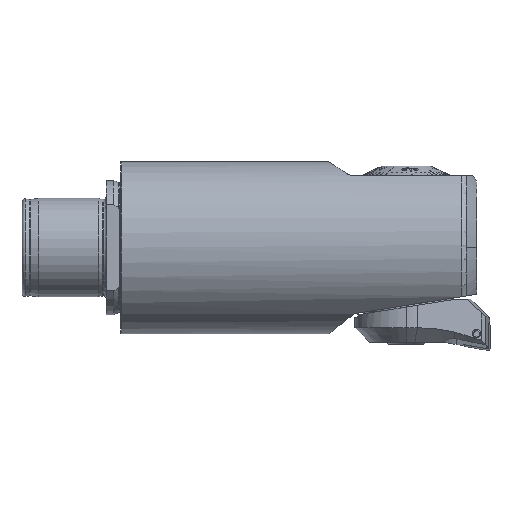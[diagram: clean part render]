
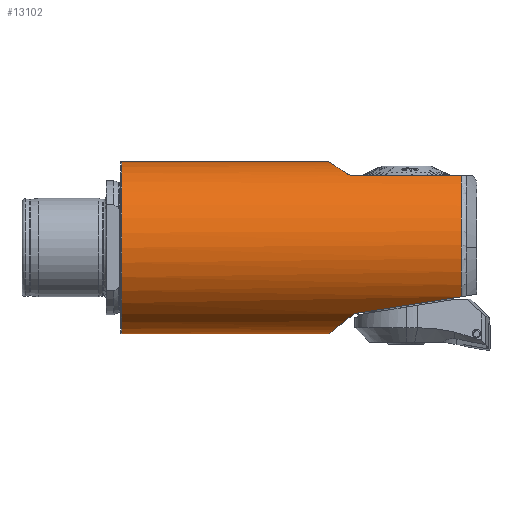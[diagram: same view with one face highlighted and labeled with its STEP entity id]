
A CAD part, front view. The second image highlights one B-rep face of the part: STEP entity #13102.
In plain terms, the highlighted cylindrical face has radius 21 mm (diameter 42 mm), a partial arc.
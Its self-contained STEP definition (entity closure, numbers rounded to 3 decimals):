
#7 = CARTESIAN_POINT ( 'NONE',  ( 75.065, -3.918, 20.639 ) ) ;
#212 = DIRECTION ( 'NONE',  ( -1., 0., 0. ) ) ;
#317 = DIRECTION ( 'NONE',  ( 1., 0., 0. ) ) ;
#392 = AXIS2_PLACEMENT_3D ( 'NONE', #15452, #22523, #6208 ) ;
#701 = VERTEX_POINT ( 'NONE', #1745 ) ;
#731 = CIRCLE ( 'NONE', #9842, 21. ) ;
#791 = CARTESIAN_POINT ( 'NONE',  ( 80.965, -13.527, -16.063 ) ) ;
#892 = CARTESIAN_POINT ( 'NONE',  ( 75.037, -3.373, -20.738 ) ) ;
#1302 = DIRECTION ( 'NONE',  ( -1., 0., 0. ) ) ;
#1327 = ORIENTED_EDGE ( 'NONE', *, *, #23361, .F. ) ;
#1670 = LINE ( 'NONE', #19891, #8546 ) ;
#1744 = VERTEX_POINT ( 'NONE', #26399 ) ;
#1745 = CARTESIAN_POINT ( 'NONE',  ( 80.965, -13.527, -16.063 ) ) ;
#1830 = CARTESIAN_POINT ( 'NONE',  ( 106.997, -17.275, -11.94 ) ) ;
#2222 = FACE_OUTER_BOUND ( 'NONE', #18782, .T. ) ;
#2303 = CARTESIAN_POINT ( 'NONE',  ( 75.635, -5.496, 20.275 ) ) ;
#2700 = ORIENTED_EDGE ( 'NONE', *, *, #10050, .F. ) ;
#2936 = B_SPLINE_CURVE_WITH_KNOTS ( 'NONE', 3,
 ( #791, #19453, #7782, #24136, #10104, #26464, #12437, #28804, #14808, #892, #17161, #3202, #19550, #5564, #21891, #7893 ),
 .UNSPECIFIED., .F., .F.,
 ( 4, 2, 2, 2, 2, 2, 2, 4 ),
 ( 0.017, 0.021, 0.025, 0.027, 0.029, 0.032, 0.033, 0.034 ),
 .UNSPECIFIED. ) ;
#3202 = CARTESIAN_POINT ( 'NONE',  ( 74.793, -1.701, -20.934 ) ) ;
#3227 = LINE ( 'NONE', #25799, #20411 ) ;
#3818 = EDGE_CURVE ( 'NONE', #21997, #24643, #3227, .T. ) ;
#3843 = CARTESIAN_POINT ( 'NONE',  ( 88.563, -14.956, -14.86 ) ) ;
#4558 = CARTESIAN_POINT ( 'NONE',  ( 74.5, 0., 21. ) ) ;
#4665 = CARTESIAN_POINT ( 'NONE',  ( 76.355, -6.967, 19.817 ) ) ;
#5564 = CARTESIAN_POINT ( 'NONE',  ( 74.72, -0.678, -20.992 ) ) ;
#5898 = DIRECTION ( 'NONE',  ( 1., 0., 0. ) ) ;
#6208 = DIRECTION ( 'NONE',  ( 0., 0., 1. ) ) ;
#6999 = CARTESIAN_POINT ( 'NONE',  ( 77.209, -8.348, 19.276 ) ) ;
#7782 = CARTESIAN_POINT ( 'NONE',  ( 79.283, -11.857, -17.37 ) ) ;
#7893 = CARTESIAN_POINT ( 'NONE',  ( 74.71, 0., -21. ) ) ;
#8081 = VECTOR ( 'NONE', #25206, 1000. ) ;
#8478 = ORIENTED_EDGE ( 'NONE', *, *, #14287, .F. ) ;
#8546 = VECTOR ( 'NONE', #5898, 1000. ) ;
#9199 = CARTESIAN_POINT ( 'NONE',  ( 74.509, -0.575, 20.994 ) ) ;
#9307 = CARTESIAN_POINT ( 'NONE',  ( 78.499, -10.048, 18.464 ) ) ;
#9344 = AXIS2_PLACEMENT_3D ( 'NONE', #15223, #1302, #17594 ) ;
#9792 = CARTESIAN_POINT ( 'NONE',  ( 24.3, 0., 21. ) ) ;
#9822 = CARTESIAN_POINT ( 'NONE',  ( 79.966, -11.532, 17.55 ) ) ;
#9842 = AXIS2_PLACEMENT_3D ( 'NONE', #14240, #317, #16589 ) ;
#10050 = EDGE_CURVE ( 'NONE', #26045, #23194, #731, .T. ) ;
#10104 = CARTESIAN_POINT ( 'NONE',  ( 77.11, -8.85, -19.084 ) ) ;
#10637 = VERTEX_POINT ( 'NONE', #19041 ) ;
#11181 = CARTESIAN_POINT ( 'NONE',  ( -7.756, 0., -21. ) ) ;
#11559 = CARTESIAN_POINT ( 'NONE',  ( 74.573, -1.428, 20.953 ) ) ;
#11659 = CARTESIAN_POINT ( 'NONE',  ( 79.966, -11.532, 17.55 ) ) ;
#11977 = EDGE_CURVE ( 'NONE', #1744, #10637, #13544, .T. ) ;
#12426 = B_SPLINE_CURVE_WITH_KNOTS ( 'NONE', 3,
 ( #4558, #23232, #9199, #25588, #11559, #27922, #13916, #7, #16263, #2303, #18664, #4665, #20997, #6999, #23342, #9307, #25689, #11659 ),
 .UNSPECIFIED., .F., .F.,
 ( 4, 2, 2, 2, 2, 2, 2, 2, 4 ),
 ( 0.014, 0.015, 0.016, 0.018, 0.02, 0.021, 0.023, 0.025, 0.028 ),
 .UNSPECIFIED. ) ;
#12437 = CARTESIAN_POINT ( 'NONE',  ( 76.001, -6.539, -19.966 ) ) ;
#13102 = ADVANCED_FACE ( 'NONE', ( #2222 ), #20121, .T. ) ;
#13391 = ORIENTED_EDGE ( 'NONE', *, *, #23034, .F. ) ;
#13544 = LINE ( 'NONE', #11181, #8081 ) ;
#13916 = CARTESIAN_POINT ( 'NONE',  ( 74.787, -2.825, 20.817 ) ) ;
#14240 = CARTESIAN_POINT ( 'NONE',  ( 106.997, 0., 0. ) ) ;
#14287 = EDGE_CURVE ( 'NONE', #701, #1744, #2936, .T. ) ;
#14711 = ORIENTED_EDGE ( 'NONE', *, *, #11977, .F. ) ;
#14808 = CARTESIAN_POINT ( 'NONE',  ( 75.352, -4.666, -20.486 ) ) ;
#15042 = VERTEX_POINT ( 'NONE', #9822 ) ;
#15130 = EDGE_CURVE ( 'NONE', #10637, #24643, #21191, .T. ) ;
#15223 = CARTESIAN_POINT ( 'NONE',  ( 24.3, 0., 0. ) ) ;
#15412 = ORIENTED_EDGE ( 'NONE', *, *, #3818, .T. ) ;
#15451 = CARTESIAN_POINT ( 'NONE',  ( 97.292, -16.213, -13.477 ) ) ;
#15452 = CARTESIAN_POINT ( 'NONE',  ( -7.756, 0., 0. ) ) ;
#16263 = CARTESIAN_POINT ( 'NONE',  ( 75.238, -4.459, 20.528 ) ) ;
#16589 = DIRECTION ( 'NONE',  ( 0., 1., 0. ) ) ;
#16634 = ORIENTED_EDGE ( 'NONE', *, *, #19856, .F. ) ;
#17161 = CARTESIAN_POINT ( 'NONE',  ( 74.916, -2.713, -20.835 ) ) ;
#17594 = DIRECTION ( 'NONE',  ( 0., 0., 1. ) ) ;
#18664 = CARTESIAN_POINT ( 'NONE',  ( 75.859, -5.997, 20.132 ) ) ;
#18711 =( BOUNDED_CURVE ( )  B_SPLINE_CURVE ( 3, ( #29344, #15451, #3843, #20196 ),
 .UNSPECIFIED., .F., .T. ) 
 B_SPLINE_CURVE_WITH_KNOTS ( ( 4, 4 ),
 ( 5.317, 5.583 ),
 .UNSPECIFIED. ) 
 CURVE ( )  GEOMETRIC_REPRESENTATION_ITEM ( )  RATIONAL_B_SPLINE_CURVE ( ( 1., 0.994, 0.994, 1. ) ) 
 REPRESENTATION_ITEM ( '' )  );
#18782 = EDGE_LOOP ( 'NONE', ( #14711, #8478, #16634, #2700, #13391, #1327, #15412, #29046 ) ) ;
#19041 = CARTESIAN_POINT ( 'NONE',  ( 24.3, 0., -21. ) ) ;
#19453 = CARTESIAN_POINT ( 'NONE',  ( 80.098, -12.731, -16.733 ) ) ;
#19550 = CARTESIAN_POINT ( 'NONE',  ( 74.762, -1.359, -20.959 ) ) ;
#19856 = EDGE_CURVE ( 'NONE', #23194, #701, #18711, .T. ) ;
#19891 = CARTESIAN_POINT ( 'NONE',  ( -7.756, -11.532, 17.55 ) ) ;
#20121 = CYLINDRICAL_SURFACE ( 'NONE', #392, 21. ) ;
#20196 = CARTESIAN_POINT ( 'NONE',  ( 80.965, -13.527, -16.063 ) ) ;
#20411 = VECTOR ( 'NONE', #212, 1000. ) ;
#20997 = CARTESIAN_POINT ( 'NONE',  ( 76.626, -7.437, 19.645 ) ) ;
#21191 = CIRCLE ( 'NONE', #9344, 21. ) ;
#21891 = CARTESIAN_POINT ( 'NONE',  ( 74.71, -0.339, -21. ) ) ;
#21997 = VERTEX_POINT ( 'NONE', #24849 ) ;
#22523 = DIRECTION ( 'NONE',  ( -1., 0., 0. ) ) ;
#23034 = EDGE_CURVE ( 'NONE', #15042, #26045, #1670, .T. ) ;
#23194 = VERTEX_POINT ( 'NONE', #1830 ) ;
#23232 = CARTESIAN_POINT ( 'NONE',  ( 74.5, -0.287, 21. ) ) ;
#23342 = CARTESIAN_POINT ( 'NONE',  ( 77.522, -8.788, 19.079 ) ) ;
#23361 = EDGE_CURVE ( 'NONE', #21997, #15042, #12426, .T. ) ;
#24136 = CARTESIAN_POINT ( 'NONE',  ( 77.779, -9.904, -18.553 ) ) ;
#24643 = VERTEX_POINT ( 'NONE', #9792 ) ;
#24849 = CARTESIAN_POINT ( 'NONE',  ( 74.5, 0., 21. ) ) ;
#25206 = DIRECTION ( 'NONE',  ( -1., 0., 0. ) ) ;
#25588 = CARTESIAN_POINT ( 'NONE',  ( 74.546, -1.145, 20.971 ) ) ;
#25689 = CARTESIAN_POINT ( 'NONE',  ( 79.209, -10.818, 18.019 ) ) ;
#25799 = CARTESIAN_POINT ( 'NONE',  ( -7.756, 0., 21. ) ) ;
#26045 = VERTEX_POINT ( 'NONE', #28202 ) ;
#26399 = CARTESIAN_POINT ( 'NONE',  ( 74.71, 0., -21. ) ) ;
#26464 = CARTESIAN_POINT ( 'NONE',  ( 76.259, -7.135, -19.76 ) ) ;
#27922 = CARTESIAN_POINT ( 'NONE',  ( 74.68, -2.271, 20.884 ) ) ;
#28202 = CARTESIAN_POINT ( 'NONE',  ( 106.997, -11.532, 17.55 ) ) ;
#28804 = CARTESIAN_POINT ( 'NONE',  ( 75.545, -5.299, -20.331 ) ) ;
#29046 = ORIENTED_EDGE ( 'NONE', *, *, #15130, .F. ) ;
#29344 = CARTESIAN_POINT ( 'NONE',  ( 106.997, -17.275, -11.94 ) ) ;
